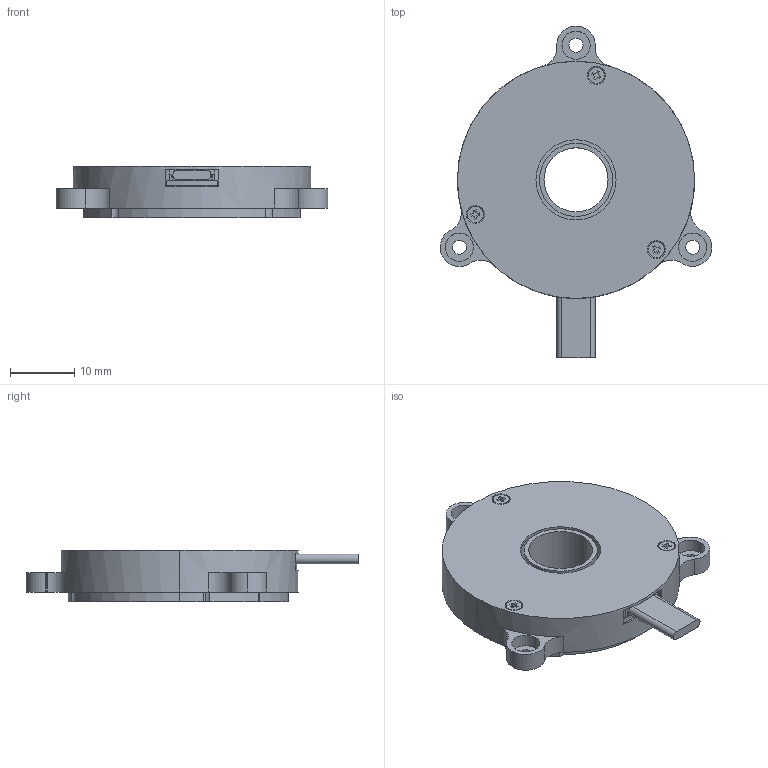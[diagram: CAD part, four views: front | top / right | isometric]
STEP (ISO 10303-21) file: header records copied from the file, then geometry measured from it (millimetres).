
FILE_DESCRIPTION (( 'STEP AP214' ), '1' );
FILE_NAME ('CAS37-PRO_20250522.STEP', '2025-05-22T07:56:35', ( '' ), ( '' ), 'SwSTEP 2.0', 'SolidWorks 2018', '' );
FILE_SCHEMA (( 'AUTOMOTIVE_DESIGN' ));
Length unit declared in the file: millimetre
Products named in the file (2): CAS37-PRO_20250522
Bounding box: 42.36 x 51.78 x 8 mm (x, y, z)
Volume: 6510.7 mm3; surface area: 10027.7 mm2
Topology: 10 solids, 13 shells, 656 faces, 1638 edges, 1036 vertices
Faces by surface type: plane 400, cylinder 214, cone 36, torus 6
Entity records: 26739 total; most frequent: CARTESIAN_POINT 3820, DIRECTION 3278, ORIENTED_EDGE 3264, EDGE_CURVE 1632, AXIS2_PLACEMENT_3D 1146, VERTEX_POINT 1036, LINE 986, VECTOR 986
